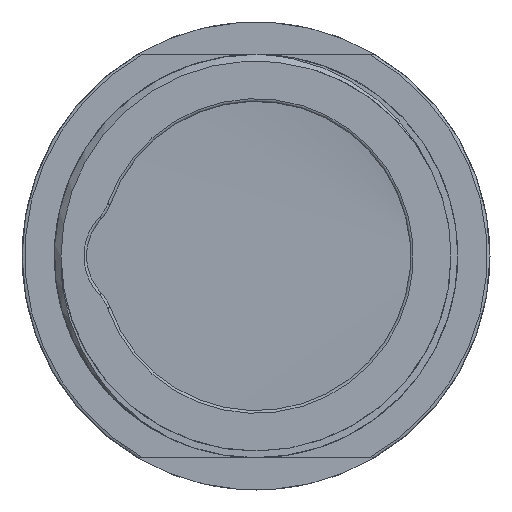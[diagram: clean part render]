
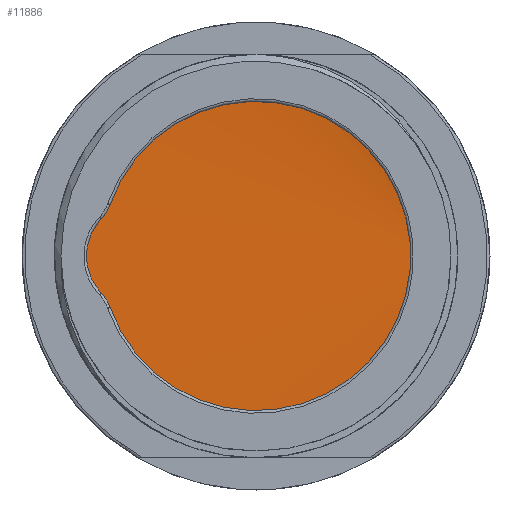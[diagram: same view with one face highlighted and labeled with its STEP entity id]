
A CAD part, left-side view. The second image highlights one B-rep face of the part: STEP entity #11886.
In plain terms, the highlighted cylindrical face has radius 14.5 mm (diameter 29 mm), a full revolution.
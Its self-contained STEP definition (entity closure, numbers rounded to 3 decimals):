
#1287=FACE_OUTER_BOUND('',#1925,.T.);
#1925=EDGE_LOOP('',(#7558,#7559,#7560));
#2720=B_SPLINE_CURVE_WITH_KNOTS('',3,(#16844,#16845,#16846,#16847,#16848,
#16849,#16850,#16851,#16852,#16853,#16854,#16855,#16856,#16857,#16858,#16859,
#16860),.UNSPECIFIED.,.F.,.F.,(4,1,1,1,1,1,1,1,1,1,1,1,1,1,4),(9.425,
9.87,10.354,10.837,11.32,11.803,
12.286,12.769,13.252,13.735,14.218,
14.701,15.184,15.667,15.708),
 .UNSPECIFIED.);
#3099=LINE('',#16797,#3828);
#3101=LINE('',#16861,#3830);
#3828=VECTOR('',#13720,14.5);
#3830=VECTOR('',#13728,14.5);
#4557=VERTEX_POINT('',#16795);
#4558=VERTEX_POINT('',#16796);
#4562=VERTEX_POINT('',#16843);
#5791=EDGE_CURVE('',#4557,#4558,#3099,.T.);
#5797=EDGE_CURVE('',#4562,#4558,#2720,.T.);
#5798=EDGE_CURVE('',#4562,#4557,#3101,.T.);
#7558=ORIENTED_EDGE('',*,*,#5791,.T.);
#7559=ORIENTED_EDGE('',*,*,#5797,.F.);
#7560=ORIENTED_EDGE('',*,*,#5798,.T.);
#11073=CYLINDRICAL_SURFACE('',#12546,14.5);
#11886=ADVANCED_FACE('',(#1287),#11073,.T.);
#12546=AXIS2_PLACEMENT_3D('',#16842,#13726,#13727);
#13720=DIRECTION('',(1.,0.,0.));
#13726=DIRECTION('center_axis',(1.,0.,0.));
#13727=DIRECTION('ref_axis',(0.,1.,0.));
#13728=DIRECTION('',(1.,0.,0.));
#16795=CARTESIAN_POINT('',(4.2,-14.5,0.));
#16796=CARTESIAN_POINT('',(5.4,-14.5,0.));
#16797=CARTESIAN_POINT('',(0.,-14.5,0.));
#16842=CARTESIAN_POINT('Origin',(0.,0.,0.));
#16843=CARTESIAN_POINT('',(2.6,-14.5,0.));
#16844=CARTESIAN_POINT('Ctrl Pts',(2.6,-14.501,0.));
#16845=CARTESIAN_POINT('Ctrl Pts',(2.666,-14.5,2.154));
#16846=CARTESIAN_POINT('Ctrl Pts',(2.804,-13.485,6.643));
#16847=CARTESIAN_POINT('Ctrl Pts',(3.014,-9.028,12.074));
#16848=CARTESIAN_POINT('Ctrl Pts',(3.229,-2.386,14.886));
#16849=CARTESIAN_POINT('Ctrl Pts',(3.444,4.802,14.291));
#16850=CARTESIAN_POINT('Ctrl Pts',(3.66,10.89,10.425));
#16851=CARTESIAN_POINT('Ctrl Pts',(3.875,14.487,4.174));
#16852=CARTESIAN_POINT('Ctrl Pts',(4.09,14.768,-3.033));
#16853=CARTESIAN_POINT('Ctrl Pts',(4.306,11.669,-9.546));
#16854=CARTESIAN_POINT('Ctrl Pts',(4.521,5.899,-13.874));
#16855=CARTESIAN_POINT('Ctrl Pts',(4.736,-1.22,-15.027));
#16856=CARTESIAN_POINT('Ctrl Pts',(4.951,-8.061,-12.74));
#16857=CARTESIAN_POINT('Ctrl Pts',(5.167,-13.056,-7.538));
#16858=CARTESIAN_POINT('Ctrl Pts',(5.316,-14.451,-2.726));
#16859=CARTESIAN_POINT('Ctrl Pts',(5.394,-14.501,-0.196));
#16860=CARTESIAN_POINT('Ctrl Pts',(5.4,-14.501,0.));
#16861=CARTESIAN_POINT('',(0.,-14.5,0.));
